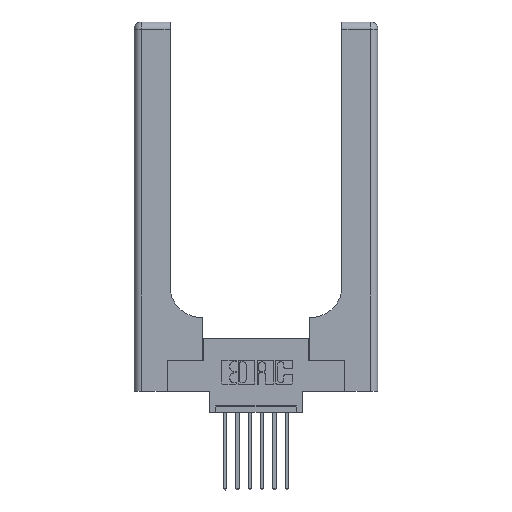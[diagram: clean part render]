
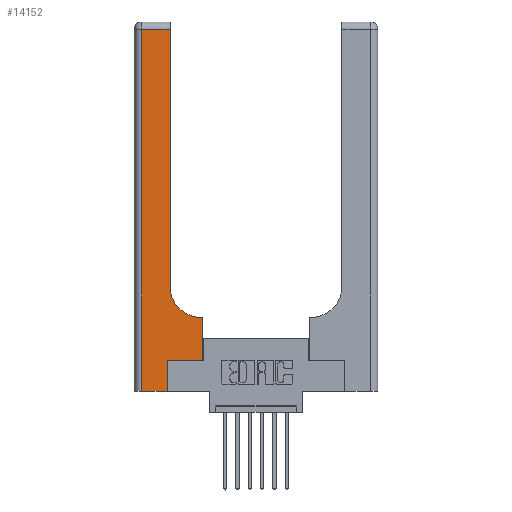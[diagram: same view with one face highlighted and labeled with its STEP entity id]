
A CAD part, top view. The second image highlights one B-rep face of the part: STEP entity #14152.
In plain terms, the highlighted planar face has unit normal (0, 0, 1).
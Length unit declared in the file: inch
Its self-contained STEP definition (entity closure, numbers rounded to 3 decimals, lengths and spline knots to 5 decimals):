
#259 = DIRECTION ( 'NONE',  ( 1., 0., 0. ) ) ;
#736 = LINE ( 'NONE', #3395, #6430 ) ;
#880 = EDGE_CURVE ( 'NONE', #13797, #8283, #10194, .T. ) ;
#1016 = DIRECTION ( 'NONE',  ( -1., 0., 0. ) ) ;
#1356 = EDGE_CURVE ( 'NONE', #8283, #13172, #3963, .T. ) ;
#1406 = CARTESIAN_POINT ( 'NONE',  ( 0.2915, 0.85, 0.37 ) ) ;
#1413 = VECTOR ( 'NONE', #2249, 39.37008 ) ;
#1494 = ORIENTED_EDGE ( 'NONE', *, *, #5411, .T. ) ;
#1951 = LINE ( 'NONE', #14486, #1413 ) ;
#2007 = EDGE_LOOP ( 'NONE', ( #1494, #2064, #4984, #13643, #9424, #9201, #5403, #3664, #11543 ) ) ;
#2064 = ORIENTED_EDGE ( 'NONE', *, *, #3208, .T. ) ;
#2111 = CARTESIAN_POINT ( 'NONE',  ( 0.269, 0., 0.37 ) ) ;
#2249 = DIRECTION ( 'NONE',  ( 0., 1., 0. ) ) ;
#2582 = VERTEX_POINT ( 'NONE', #9400 ) ;
#2869 = VECTOR ( 'NONE', #1016, 39.37008 ) ;
#3051 = CARTESIAN_POINT ( 'NONE',  ( 0.269, 0., 0.37 ) ) ;
#3080 = VECTOR ( 'NONE', #7409, 39.37008 ) ;
#3208 = EDGE_CURVE ( 'NONE', #2582, #12005, #736, .T. ) ;
#3395 = CARTESIAN_POINT ( 'NONE',  ( 0., 2.94, 0.37 ) ) ;
#3664 = ORIENTED_EDGE ( 'NONE', *, *, #10956, .T. ) ;
#3798 = CARTESIAN_POINT ( 'NONE',  ( 0.06, 0., 0.37 ) ) ;
#3806 = CARTESIAN_POINT ( 'NONE',  ( 0.5415, 0.6, 0.37 ) ) ;
#3963 = LINE ( 'NONE', #2111, #12682 ) ;
#4258 = EDGE_CURVE ( 'NONE', #13172, #12633, #14033, .T. ) ;
#4274 = VERTEX_POINT ( 'NONE', #1406 ) ;
#4486 = DIRECTION ( 'NONE',  ( 0., 1., 0. ) ) ;
#4559 = CARTESIAN_POINT ( 'NONE',  ( 0.5585, 0.25, 0.37 ) ) ;
#4640 = CIRCLE ( 'NONE', #11907, 0.25 ) ;
#4984 = ORIENTED_EDGE ( 'NONE', *, *, #9799, .T. ) ;
#5217 = DIRECTION ( 'NONE',  ( -1., 0., 0. ) ) ;
#5383 = CARTESIAN_POINT ( 'NONE',  ( 0.2915, 3., 0.37 ) ) ;
#5403 = ORIENTED_EDGE ( 'NONE', *, *, #12032, .T. ) ;
#5411 = EDGE_CURVE ( 'NONE', #4274, #2582, #9206, .T. ) ;
#5840 = DIRECTION ( 'NONE',  ( -1., 0., 0. ) ) ;
#6219 = CARTESIAN_POINT ( 'NONE',  ( 0.06, 3., 0.37 ) ) ;
#6430 = VECTOR ( 'NONE', #5217, 39.37008 ) ;
#6494 = CARTESIAN_POINT ( 'NONE',  ( 0.2915, 0.6, 0.37 ) ) ;
#6562 = VECTOR ( 'NONE', #259, 39.37008 ) ;
#6891 = VECTOR ( 'NONE', #11098, 39.37008 ) ;
#7409 = DIRECTION ( 'NONE',  ( 0., -1., 0. ) ) ;
#7594 = FACE_OUTER_BOUND ( 'NONE', #2007, .T. ) ;
#7600 = DIRECTION ( 'NONE',  ( 1., 0., 0. ) ) ;
#7813 = CARTESIAN_POINT ( 'NONE',  ( 0.06, 2.94, 0.37 ) ) ;
#7889 = CARTESIAN_POINT ( 'NONE',  ( 0.269, 0.25, 0.37 ) ) ;
#8011 = LINE ( 'NONE', #6494, #2869 ) ;
#8052 = LINE ( 'NONE', #6219, #3080 ) ;
#8283 = VERTEX_POINT ( 'NONE', #3051 ) ;
#9152 = VERTEX_POINT ( 'NONE', #9496 ) ;
#9201 = ORIENTED_EDGE ( 'NONE', *, *, #4258, .T. ) ;
#9206 = LINE ( 'NONE', #5383, #6891 ) ;
#9252 = CARTESIAN_POINT ( 'NONE',  ( 0., 3., 0.37 ) ) ;
#9400 = CARTESIAN_POINT ( 'NONE',  ( 0.2915, 2.94, 0.37 ) ) ;
#9424 = ORIENTED_EDGE ( 'NONE', *, *, #1356, .T. ) ;
#9496 = CARTESIAN_POINT ( 'NONE',  ( 0.5585, 0.6, 0.37 ) ) ;
#9799 = EDGE_CURVE ( 'NONE', #12005, #13797, #8052, .T. ) ;
#10194 = LINE ( 'NONE', #11135, #14098 ) ;
#10813 = EDGE_CURVE ( 'NONE', #12773, #4274, #4640, .T. ) ;
#10956 = EDGE_CURVE ( 'NONE', #9152, #12773, #8011, .T. ) ;
#11098 = DIRECTION ( 'NONE',  ( 0., 1., 0. ) ) ;
#11135 = CARTESIAN_POINT ( 'NONE',  ( 0., 0., 0.37 ) ) ;
#11378 = PLANE ( 'NONE',  #11546 ) ;
#11543 = ORIENTED_EDGE ( 'NONE', *, *, #10813, .T. ) ;
#11546 = AXIS2_PLACEMENT_3D ( 'NONE', #9252, #12423, #5840 ) ;
#11561 = DIRECTION ( 'NONE',  ( 1., 0., 0. ) ) ;
#11640 = CARTESIAN_POINT ( 'NONE',  ( 0.269, 0.25, 0.37 ) ) ;
#11907 = AXIS2_PLACEMENT_3D ( 'NONE', #13101, #14378, #7600 ) ;
#12005 = VERTEX_POINT ( 'NONE', #7813 ) ;
#12032 = EDGE_CURVE ( 'NONE', #12633, #9152, #1951, .T. ) ;
#12423 = DIRECTION ( 'NONE',  ( 0., 0., -1. ) ) ;
#12633 = VERTEX_POINT ( 'NONE', #4559 ) ;
#12682 = VECTOR ( 'NONE', #4486, 39.37008 ) ;
#12773 = VERTEX_POINT ( 'NONE', #3806 ) ;
#13101 = CARTESIAN_POINT ( 'NONE',  ( 0.5415, 0.85, 0.37 ) ) ;
#13172 = VERTEX_POINT ( 'NONE', #7889 ) ;
#13643 = ORIENTED_EDGE ( 'NONE', *, *, #880, .T. ) ;
#13797 = VERTEX_POINT ( 'NONE', #3798 ) ;
#14033 = LINE ( 'NONE', #11640, #6562 ) ;
#14098 = VECTOR ( 'NONE', #11561, 39.37008 ) ;
#14152 = ADVANCED_FACE ( 'NONE', ( #7594 ), #11378, .F. ) ;
#14378 = DIRECTION ( 'NONE',  ( 0., 0., -1. ) ) ;
#14486 = CARTESIAN_POINT ( 'NONE',  ( 0.5585, 0.25, 0.37 ) ) ;
